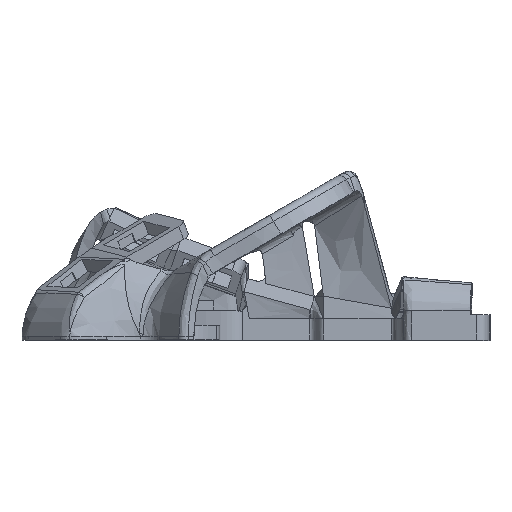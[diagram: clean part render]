
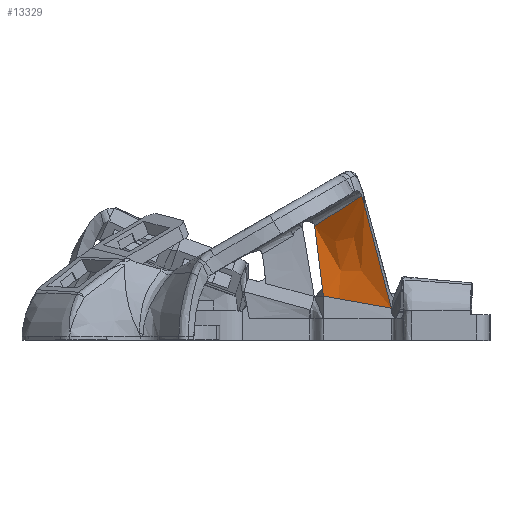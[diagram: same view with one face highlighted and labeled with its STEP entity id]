
A CAD part, top view. The second image highlights one B-rep face of the part: STEP entity #13329.
In plain terms, the highlighted free-form (B-spline) face has degree [3, 3] with [4, 4] control points.
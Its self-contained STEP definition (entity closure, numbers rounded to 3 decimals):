
#848=FACE_OUTER_BOUND('',#1576,.T.);
#1576=EDGE_LOOP('',(#9345,#9346,#9347,#9348,#9349,#9350));
#2399=LINE('',#18422,#3642);
#2400=LINE('',#18424,#3643);
#2401=LINE('',#18426,#3644);
#2402=LINE('',#18428,#3645);
#3642=VECTOR('',#14663,22.368);
#3643=VECTOR('',#14664,10.);
#3644=VECTOR('',#14665,10.);
#3645=VECTOR('',#14666,34.784);
#4865=B_SPLINE_CURVE_WITH_KNOTS('',3,(#18352,#18353,#18354,#18355,#18356),
 .UNSPECIFIED.,.F.,.F.,(4,1,4),(0.,0.711,1.82),
 .UNSPECIFIED.);
#4870=B_SPLINE_CURVE_WITH_KNOTS('',3,(#18429,#18430,#18431,#18432),
 .UNSPECIFIED.,.F.,.F.,(4,4),(0.196,0.491),
 .UNSPECIFIED.);
#5558=VERTEX_POINT('',#18337);
#5560=VERTEX_POINT('',#18351);
#5564=VERTEX_POINT('',#18421);
#5565=VERTEX_POINT('',#18423);
#5566=VERTEX_POINT('',#18425);
#5567=VERTEX_POINT('',#18427);
#6999=EDGE_CURVE('',#5558,#5560,#4865,.T.);
#7004=EDGE_CURVE('',#5564,#5558,#2399,.T.);
#7005=EDGE_CURVE('',#5565,#5564,#2400,.T.);
#7006=EDGE_CURVE('',#5566,#5565,#2401,.T.);
#7007=EDGE_CURVE('',#5566,#5567,#2402,.T.);
#7008=EDGE_CURVE('',#5560,#5567,#4870,.T.);
#9345=ORIENTED_EDGE('',*,*,#6999,.F.);
#9346=ORIENTED_EDGE('',*,*,#7004,.F.);
#9347=ORIENTED_EDGE('',*,*,#7005,.F.);
#9348=ORIENTED_EDGE('',*,*,#7006,.F.);
#9349=ORIENTED_EDGE('',*,*,#7007,.T.);
#9350=ORIENTED_EDGE('',*,*,#7008,.F.);
#13044=B_SPLINE_SURFACE_WITH_KNOTS('',3,3,((#18405,#18406,#18407,#18408),
(#18409,#18410,#18411,#18412),(#18413,#18414,#18415,#18416),(#18417,#18418,
#18419,#18420)),.UNSPECIFIED.,.F.,.F.,.F.,(4,4),(4,4),(0.,1.),(0.,0.941),
 .UNSPECIFIED.);
#13329=ADVANCED_FACE('',(#848),#13044,.F.);
#14663=DIRECTION('',(-0.121,0.984,-0.131));
#14664=DIRECTION('',(-0.985,0.175,-0.004));
#14665=DIRECTION('',(-0.985,0.175,-0.004));
#14666=DIRECTION('',(-0.246,0.94,0.237));
#18337=CARTESIAN_POINT('',(-34.983,23.215,7.255));
#18351=CARTESIAN_POINT('',(-22.203,31.445,17.529));
#18352=CARTESIAN_POINT('Ctrl Pts',(-34.983,23.215,7.254));
#18353=CARTESIAN_POINT('Ctrl Pts',(-33.259,24.368,8.485));
#18354=CARTESIAN_POINT('Ctrl Pts',(-28.957,27.202,11.826));
#18355=CARTESIAN_POINT('Ctrl Pts',(-24.756,29.857,15.354));
#18356=CARTESIAN_POINT('Ctrl Pts',(-22.203,31.445,17.529));
#18405=CARTESIAN_POINT('Ctrl Pts',(-14.02,0.756,
9.885));
#18406=CARTESIAN_POINT('Ctrl Pts',(-16.699,11.01,12.472));
#18407=CARTESIAN_POINT('Ctrl Pts',(-19.379,21.265,15.059));
#18408=CARTESIAN_POINT('Ctrl Pts',(-22.059,31.519,17.646));
#18409=CARTESIAN_POINT('Ctrl Pts',(-20.221,1.86,9.859));
#18410=CARTESIAN_POINT('Ctrl Pts',(-22.291,10.997,11.277));
#18411=CARTESIAN_POINT('Ctrl Pts',(-24.361,20.134,12.695));
#18412=CARTESIAN_POINT('Ctrl Pts',(-26.431,29.272,14.113));
#18413=CARTESIAN_POINT('Ctrl Pts',(-26.422,2.964,9.833));
#18414=CARTESIAN_POINT('Ctrl Pts',(-27.882,10.984,10.082));
#18415=CARTESIAN_POINT('Ctrl Pts',(-29.343,19.004,10.331));
#18416=CARTESIAN_POINT('Ctrl Pts',(-30.803,27.024,10.58));
#18417=CARTESIAN_POINT('Ctrl Pts',(-32.623,4.067,9.806));
#18418=CARTESIAN_POINT('Ctrl Pts',(-33.474,10.97,8.887));
#18419=CARTESIAN_POINT('Ctrl Pts',(-34.325,17.873,7.967));
#18420=CARTESIAN_POINT('Ctrl Pts',(-35.176,24.776,7.047));
#18421=CARTESIAN_POINT('',(-32.623,4.067,9.806));
#18422=CARTESIAN_POINT('',(-32.623,4.067,9.806));
#18423=CARTESIAN_POINT('',(-28.518,3.337,9.824));
#18424=CARTESIAN_POINT('',(-32.674,4.077,9.806));
#18425=CARTESIAN_POINT('',(-14.02,0.756,9.885));
#18426=CARTESIAN_POINT('',(-32.674,4.077,9.806));
#18427=CARTESIAN_POINT('',(-21.319,28.688,16.932));
#18428=CARTESIAN_POINT('',(-14.02,0.756,9.885));
#18429=CARTESIAN_POINT('Ctrl Pts',(-22.203,31.445,17.529));
#18430=CARTESIAN_POINT('Ctrl Pts',(-21.862,30.535,17.365));
#18431=CARTESIAN_POINT('Ctrl Pts',(-21.561,29.616,17.166));
#18432=CARTESIAN_POINT('Ctrl Pts',(-21.319,28.688,16.932));
